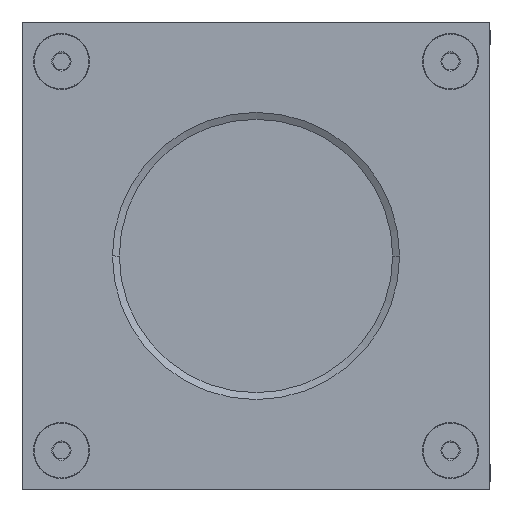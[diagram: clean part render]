
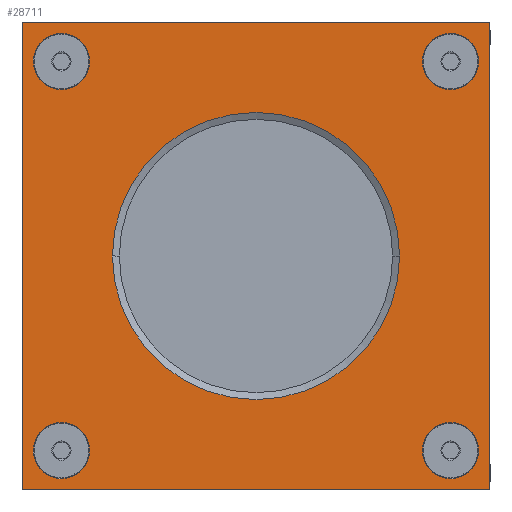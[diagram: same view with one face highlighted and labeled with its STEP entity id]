
A CAD part, front view. The second image highlights one B-rep face of the part: STEP entity #28711.
In plain terms, the highlighted planar face has unit normal (0, -1, 0).
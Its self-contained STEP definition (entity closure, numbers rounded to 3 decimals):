
#102 = CIRCLE ( 'NONE', #1323, 27.299 ) ;
#595 = LINE ( 'NONE', #16049, #41812 ) ;
#787 = CARTESIAN_POINT ( 'NONE',  ( -72.28, -44.864, -37. ) ) ;
#1184 = FACE_BOUND ( 'NONE', #2457, .T. ) ;
#1323 = AXIS2_PLACEMENT_3D ( 'NONE', #12510, #19200, #29057 ) ;
#1405 = CARTESIAN_POINT ( 'NONE',  ( -77.627, -44.864, 37. ) ) ;
#1506 = VERTEX_POINT ( 'NONE', #15337 ) ;
#1546 = AXIS2_PLACEMENT_3D ( 'NONE', #30946, #37730, #34182 ) ;
#2116 = CIRCLE ( 'NONE', #31095, 27.299 ) ;
#2307 = ORIENTED_EDGE ( 'NONE', *, *, #39968, .F. ) ;
#2457 = EDGE_LOOP ( 'NONE', ( #13175, #10077 ) ) ;
#2895 = ORIENTED_EDGE ( 'NONE', *, *, #19341, .T. ) ;
#3285 = CARTESIAN_POINT ( 'NONE',  ( -35.28, -44.864, 0. ) ) ;
#3296 = DIRECTION ( 'NONE',  ( -1., 0., 0. ) ) ;
#3582 = CARTESIAN_POINT ( 'NONE',  ( -66.933, -44.864, -37. ) ) ;
#3724 = DIRECTION ( 'NONE',  ( 0., -1., 0. ) ) ;
#3997 = CARTESIAN_POINT ( 'NONE',  ( -72.28, -44.864, 37. ) ) ;
#4154 = AXIS2_PLACEMENT_3D ( 'NONE', #41360, #18320, #15021 ) ;
#4288 = DIRECTION ( 'NONE',  ( 1., 0., 0. ) ) ;
#4448 = EDGE_CURVE ( 'NONE', #1506, #31712, #28399, .T. ) ;
#5555 = AXIS2_PLACEMENT_3D ( 'NONE', #30804, #11251, #24083 ) ;
#5788 = VECTOR ( 'NONE', #29827, 1000. ) ;
#6160 = ORIENTED_EDGE ( 'NONE', *, *, #26565, .F. ) ;
#6621 = CIRCLE ( 'NONE', #1546, 5.347 ) ;
#7008 = VERTEX_POINT ( 'NONE', #18990 ) ;
#7037 = CIRCLE ( 'NONE', #33337, 5.347 ) ;
#7344 = ORIENTED_EDGE ( 'NONE', *, *, #32653, .F. ) ;
#7428 = ORIENTED_EDGE ( 'NONE', *, *, #37313, .F. ) ;
#7515 = DIRECTION ( 'NONE',  ( 1., 0., 0. ) ) ;
#7569 = DIRECTION ( 'NONE',  ( 1., 0., 0. ) ) ;
#7920 = ORIENTED_EDGE ( 'NONE', *, *, #27761, .T. ) ;
#8253 = VERTEX_POINT ( 'NONE', #3582 ) ;
#8320 = EDGE_LOOP ( 'NONE', ( #7428, #7344 ) ) ;
#8326 = CIRCLE ( 'NONE', #14475, 5.347 ) ;
#9302 = EDGE_CURVE ( 'NONE', #39430, #29691, #102, .T. ) ;
#9742 = CARTESIAN_POINT ( 'NONE',  ( -3.627, -44.864, -37. ) ) ;
#9926 = PLANE ( 'NONE',  #11298 ) ;
#10077 = ORIENTED_EDGE ( 'NONE', *, *, #24766, .F. ) ;
#10303 = VERTEX_POINT ( 'NONE', #30429 ) ;
#10548 = CARTESIAN_POINT ( 'NONE',  ( -72.28, -44.864, 37. ) ) ;
#10795 = DIRECTION ( 'NONE',  ( 1., 0., 0. ) ) ;
#10815 = CARTESIAN_POINT ( 'NONE',  ( 1.72, -44.864, -37. ) ) ;
#11251 = DIRECTION ( 'NONE',  ( 0., -1., 0. ) ) ;
#11298 = AXIS2_PLACEMENT_3D ( 'NONE', #36288, #3724, #26463 ) ;
#11513 = ORIENTED_EDGE ( 'NONE', *, *, #29420, .F. ) ;
#12048 = VERTEX_POINT ( 'NONE', #26602 ) ;
#12280 = VERTEX_POINT ( 'NONE', #34261 ) ;
#12510 = CARTESIAN_POINT ( 'NONE',  ( -35.28, -44.864, 0. ) ) ;
#13175 = ORIENTED_EDGE ( 'NONE', *, *, #14287, .F. ) ;
#13411 = CARTESIAN_POINT ( 'NONE',  ( 9.22, -44.864, 44.5 ) ) ;
#13607 = CARTESIAN_POINT ( 'NONE',  ( -79.78, -44.864, -44.5 ) ) ;
#14112 = DIRECTION ( 'NONE',  ( 0., -1., 0. ) ) ;
#14287 = EDGE_CURVE ( 'NONE', #12048, #17240, #31500, .T. ) ;
#14475 = AXIS2_PLACEMENT_3D ( 'NONE', #3997, #36572, #10795 ) ;
#15021 = DIRECTION ( 'NONE',  ( 1., 0., 0. ) ) ;
#15337 = CARTESIAN_POINT ( 'NONE',  ( -79.78, -44.864, 44.5 ) ) ;
#15846 = CARTESIAN_POINT ( 'NONE',  ( -79.78, -44.864, 44.5 ) ) ;
#16049 = CARTESIAN_POINT ( 'NONE',  ( -79.78, -44.864, 44.5 ) ) ;
#16625 = CIRCLE ( 'NONE', #21780, 5.347 ) ;
#16929 = CARTESIAN_POINT ( 'NONE',  ( -79.78, -44.864, -44.5 ) ) ;
#17240 = VERTEX_POINT ( 'NONE', #9742 ) ;
#17571 = EDGE_LOOP ( 'NONE', ( #11513, #6160 ) ) ;
#18010 = AXIS2_PLACEMENT_3D ( 'NONE', #33229, #26779, #7569 ) ;
#18320 = DIRECTION ( 'NONE',  ( 0., -1., 0. ) ) ;
#18477 = FACE_BOUND ( 'NONE', #17571, .T. ) ;
#18990 = CARTESIAN_POINT ( 'NONE',  ( 7.067, -44.864, 37. ) ) ;
#19038 = LINE ( 'NONE', #13411, #5788 ) ;
#19200 = DIRECTION ( 'NONE',  ( 0., 1., 0. ) ) ;
#19341 = EDGE_CURVE ( 'NONE', #31712, #33607, #32089, .T. ) ;
#20215 = DIRECTION ( 'NONE',  ( 1., 0., 0. ) ) ;
#20384 = DIRECTION ( 'NONE',  ( 0., -1., 0. ) ) ;
#20597 = CARTESIAN_POINT ( 'NONE',  ( -77.627, -44.864, -37. ) ) ;
#20673 = ORIENTED_EDGE ( 'NONE', *, *, #9302, .T. ) ;
#21387 = CIRCLE ( 'NONE', #40554, 5.347 ) ;
#21780 = AXIS2_PLACEMENT_3D ( 'NONE', #787, #20384, #37056 ) ;
#22491 = VERTEX_POINT ( 'NONE', #20597 ) ;
#22511 = VERTEX_POINT ( 'NONE', #1405 ) ;
#23577 = FACE_BOUND ( 'NONE', #8320, .T. ) ;
#24083 = DIRECTION ( 'NONE',  ( 1., 0., 0. ) ) ;
#24766 = EDGE_CURVE ( 'NONE', #17240, #12048, #21387, .T. ) ;
#24772 = VECTOR ( 'NONE', #38195, 1000. ) ;
#25444 = DIRECTION ( 'NONE',  ( 1., 0., 0. ) ) ;
#26107 = FACE_OUTER_BOUND ( 'NONE', #31481, .T. ) ;
#26131 = ORIENTED_EDGE ( 'NONE', *, *, #33947, .T. ) ;
#26463 = DIRECTION ( 'NONE',  ( 1., 0., 0. ) ) ;
#26565 = EDGE_CURVE ( 'NONE', #22491, #8253, #16625, .T. ) ;
#26602 = CARTESIAN_POINT ( 'NONE',  ( 7.067, -44.864, -37. ) ) ;
#26779 = DIRECTION ( 'NONE',  ( 0., -1., 0. ) ) ;
#27761 = EDGE_CURVE ( 'NONE', #33607, #39662, #19038, .T. ) ;
#28166 = FACE_BOUND ( 'NONE', #41662, .T. ) ;
#28399 = LINE ( 'NONE', #15846, #24772 ) ;
#28615 = ORIENTED_EDGE ( 'NONE', *, *, #4448, .T. ) ;
#28711 = ADVANCED_FACE ( 'NONE', ( #28166, #30253, #23577, #1184, #18477, #26107 ), #9926, .T. ) ;
#29035 = EDGE_LOOP ( 'NONE', ( #32830, #2307 ) ) ;
#29057 = DIRECTION ( 'NONE',  ( 1., 0., 0. ) ) ;
#29420 = EDGE_CURVE ( 'NONE', #8253, #22491, #6621, .T. ) ;
#29691 = VERTEX_POINT ( 'NONE', #35580 ) ;
#29827 = DIRECTION ( 'NONE',  ( 0., 0., 1. ) ) ;
#30253 = FACE_BOUND ( 'NONE', #29035, .T. ) ;
#30429 = CARTESIAN_POINT ( 'NONE',  ( -66.933, -44.864, 37. ) ) ;
#30804 = CARTESIAN_POINT ( 'NONE',  ( 1.72, -44.864, 37. ) ) ;
#30946 = CARTESIAN_POINT ( 'NONE',  ( -72.28, -44.864, -37. ) ) ;
#31095 = AXIS2_PLACEMENT_3D ( 'NONE', #3285, #41684, #25444 ) ;
#31331 = CARTESIAN_POINT ( 'NONE',  ( 9.22, -44.864, 44.5 ) ) ;
#31481 = EDGE_LOOP ( 'NONE', ( #28615, #2895, #7920, #26131 ) ) ;
#31500 = CIRCLE ( 'NONE', #18010, 5.347 ) ;
#31712 = VERTEX_POINT ( 'NONE', #13607 ) ;
#32089 = LINE ( 'NONE', #16929, #36149 ) ;
#32316 = CIRCLE ( 'NONE', #5555, 5.347 ) ;
#32653 = EDGE_CURVE ( 'NONE', #12280, #7008, #32316, .T. ) ;
#32830 = ORIENTED_EDGE ( 'NONE', *, *, #37787, .F. ) ;
#33229 = CARTESIAN_POINT ( 'NONE',  ( 1.72, -44.864, -37. ) ) ;
#33337 = AXIS2_PLACEMENT_3D ( 'NONE', #10548, #14112, #20215 ) ;
#33360 = ORIENTED_EDGE ( 'NONE', *, *, #36243, .T. ) ;
#33607 = VERTEX_POINT ( 'NONE', #34438 ) ;
#33947 = EDGE_CURVE ( 'NONE', #39662, #1506, #595, .T. ) ;
#34182 = DIRECTION ( 'NONE',  ( 1., 0., 0. ) ) ;
#34261 = CARTESIAN_POINT ( 'NONE',  ( -3.627, -44.864, 37. ) ) ;
#34438 = CARTESIAN_POINT ( 'NONE',  ( 9.22, -44.864, -44.5 ) ) ;
#35580 = CARTESIAN_POINT ( 'NONE',  ( -7.981, -44.864, 0. ) ) ;
#36149 = VECTOR ( 'NONE', #7515, 1000. ) ;
#36243 = EDGE_CURVE ( 'NONE', #29691, #39430, #2116, .T. ) ;
#36288 = CARTESIAN_POINT ( 'NONE',  ( -79.78, -44.864, -44.5 ) ) ;
#36572 = DIRECTION ( 'NONE',  ( 0., -1., 0. ) ) ;
#37056 = DIRECTION ( 'NONE',  ( 1., 0., 0. ) ) ;
#37167 = DIRECTION ( 'NONE',  ( 0., -1., 0. ) ) ;
#37313 = EDGE_CURVE ( 'NONE', #7008, #12280, #41690, .T. ) ;
#37730 = DIRECTION ( 'NONE',  ( 0., -1., 0. ) ) ;
#37787 = EDGE_CURVE ( 'NONE', #10303, #22511, #7037, .T. ) ;
#38195 = DIRECTION ( 'NONE',  ( 0., 0., -1. ) ) ;
#39430 = VERTEX_POINT ( 'NONE', #40002 ) ;
#39662 = VERTEX_POINT ( 'NONE', #31331 ) ;
#39968 = EDGE_CURVE ( 'NONE', #22511, #10303, #8326, .T. ) ;
#40002 = CARTESIAN_POINT ( 'NONE',  ( -62.579, -44.864, 0. ) ) ;
#40554 = AXIS2_PLACEMENT_3D ( 'NONE', #10815, #37167, #4288 ) ;
#41360 = CARTESIAN_POINT ( 'NONE',  ( 1.72, -44.864, 37. ) ) ;
#41662 = EDGE_LOOP ( 'NONE', ( #33360, #20673 ) ) ;
#41684 = DIRECTION ( 'NONE',  ( 0., 1., 0. ) ) ;
#41690 = CIRCLE ( 'NONE', #4154, 5.347 ) ;
#41812 = VECTOR ( 'NONE', #3296, 1000. ) ;
